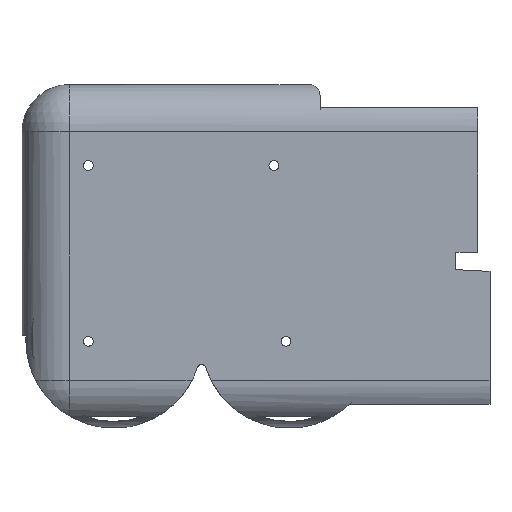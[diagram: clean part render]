
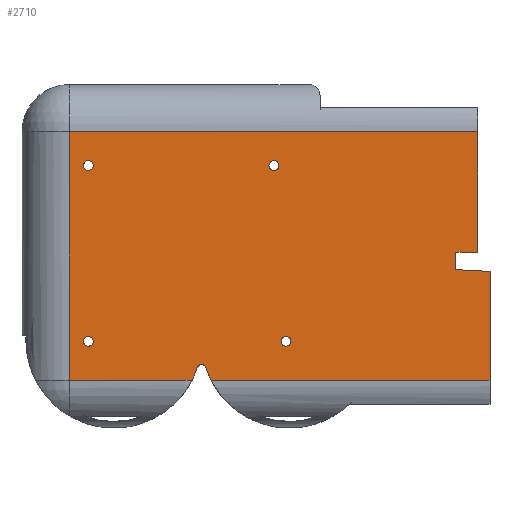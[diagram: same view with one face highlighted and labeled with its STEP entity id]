
A CAD part, front view. The second image highlights one B-rep face of the part: STEP entity #2710.
In plain terms, the highlighted planar face has unit normal (0, -1, 0).
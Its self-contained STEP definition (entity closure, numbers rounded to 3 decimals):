
#34=FACE_BOUND('',#597,.T.);
#35=FACE_BOUND('',#598,.T.);
#36=FACE_BOUND('',#599,.T.);
#37=FACE_BOUND('',#600,.T.);
#163=CIRCLE('',#2796,2.25);
#205=CIRCLE('',#2881,40.);
#216=CIRCLE('',#2899,2.25);
#222=CIRCLE('',#2917,40.);
#233=CIRCLE('',#2941,2.25);
#235=CIRCLE('',#2947,2.);
#236=CIRCLE('',#2954,2.25);
#424=FACE_OUTER_BOUND('',#596,.T.);
#596=EDGE_LOOP('',(#2181,#2182,#2183,#2184,#2185,#2186,#2187,#2188,#2189,
#2190,#2191,#2192));
#597=EDGE_LOOP('',(#2193));
#598=EDGE_LOOP('',(#2194));
#599=EDGE_LOOP('',(#2195));
#600=EDGE_LOOP('',(#2196));
#738=LINE('',#4233,#941);
#772=LINE('',#4719,#975);
#776=LINE('',#4796,#979);
#785=LINE('',#4931,#988);
#791=LINE('',#4950,#994);
#794=LINE('',#4991,#997);
#801=LINE('',#5004,#1004);
#802=LINE('',#5007,#1005);
#803=LINE('',#5008,#1006);
#941=VECTOR('',#3289,21.5);
#975=VECTOR('',#3413,10.);
#979=VECTOR('',#3423,10.);
#988=VECTOR('',#3472,21.5);
#994=VECTOR('',#3498,21.5);
#997=VECTOR('',#3505,10.);
#1004=VECTOR('',#3516,10.);
#1005=VECTOR('',#3519,21.5);
#1006=VECTOR('',#3520,10.);
#1092=VERTEX_POINT('',#3847);
#1109=VERTEX_POINT('',#3890);
#1175=VERTEX_POINT('',#4231);
#1196=VERTEX_POINT('',#4388);
#1197=VERTEX_POINT('',#4411);
#1213=VERTEX_POINT('',#4492);
#1227=VERTEX_POINT('',#4715);
#1229=VERTEX_POINT('',#4718);
#1231=VERTEX_POINT('',#4724);
#1232=VERTEX_POINT('',#4726);
#1236=VERTEX_POINT('',#4795);
#1252=VERTEX_POINT('',#4937);
#1256=VERTEX_POINT('',#4988);
#1261=VERTEX_POINT('',#5002);
#1262=VERTEX_POINT('',#5006);
#1263=VERTEX_POINT('',#5009);
#1357=EDGE_CURVE('',#1092,#1092,#163,.T.);
#1470=EDGE_CURVE('',#1175,#1109,#738,.T.);
#1497=EDGE_CURVE('',#1197,#1196,#205,.T.);
#1520=EDGE_CURVE('',#1213,#1213,#216,.T.);
#1546=EDGE_CURVE('',#1229,#1227,#772,.T.);
#1550=EDGE_CURVE('',#1232,#1231,#222,.T.);
#1555=EDGE_CURVE('',#1229,#1236,#776,.T.);
#1578=EDGE_CURVE('',#1236,#1196,#785,.T.);
#1583=EDGE_CURVE('',#1252,#1252,#233,.T.);
#1587=EDGE_CURVE('',#1197,#1231,#235,.T.);
#1588=EDGE_CURVE('',#1232,#1175,#791,.T.);
#1595=EDGE_CURVE('',#1256,#1227,#794,.T.);
#1602=EDGE_CURVE('',#1261,#1256,#801,.T.);
#1603=EDGE_CURVE('',#1109,#1262,#802,.T.);
#1604=EDGE_CURVE('',#1262,#1261,#803,.T.);
#1605=EDGE_CURVE('',#1263,#1263,#236,.T.);
#2181=ORIENTED_EDGE('',*,*,#1603,.F.);
#2182=ORIENTED_EDGE('',*,*,#1470,.F.);
#2183=ORIENTED_EDGE('',*,*,#1588,.F.);
#2184=ORIENTED_EDGE('',*,*,#1550,.T.);
#2185=ORIENTED_EDGE('',*,*,#1587,.F.);
#2186=ORIENTED_EDGE('',*,*,#1497,.T.);
#2187=ORIENTED_EDGE('',*,*,#1578,.F.);
#2188=ORIENTED_EDGE('',*,*,#1555,.F.);
#2189=ORIENTED_EDGE('',*,*,#1546,.T.);
#2190=ORIENTED_EDGE('',*,*,#1595,.F.);
#2191=ORIENTED_EDGE('',*,*,#1602,.F.);
#2192=ORIENTED_EDGE('',*,*,#1604,.F.);
#2193=ORIENTED_EDGE('',*,*,#1357,.T.);
#2194=ORIENTED_EDGE('',*,*,#1520,.T.);
#2195=ORIENTED_EDGE('',*,*,#1583,.T.);
#2196=ORIENTED_EDGE('',*,*,#1605,.T.);
#2596=PLANE('',#2953);
#2710=ADVANCED_FACE('',(#424,#34,#35,#36,#37),#2596,.T.);
#2796=AXIS2_PLACEMENT_3D('',#3849,#3087,#3088);
#2881=AXIS2_PLACEMENT_3D('',#4412,#3323,#3324);
#2899=AXIS2_PLACEMENT_3D('',#4494,#3370,#3371);
#2917=AXIS2_PLACEMENT_3D('',#4727,#3419,#3420);
#2941=AXIS2_PLACEMENT_3D('',#4939,#3480,#3481);
#2947=AXIS2_PLACEMENT_3D('',#4948,#3494,#3495);
#2953=AXIS2_PLACEMENT_3D('',#5005,#3517,#3518);
#2954=AXIS2_PLACEMENT_3D('',#5010,#3521,#3522);
#3087=DIRECTION('center_axis',(0.,1.,0.));
#3088=DIRECTION('ref_axis',(0.,0.,1.));
#3289=DIRECTION('',(0.,0.,1.));
#3323=DIRECTION('center_axis',(0.,-1.,0.));
#3324=DIRECTION('ref_axis',(1.,0.,0.));
#3370=DIRECTION('center_axis',(0.,1.,0.));
#3371=DIRECTION('ref_axis',(0.,0.,1.));
#3413=DIRECTION('',(-0.999,0.,0.052));
#3419=DIRECTION('center_axis',(0.,-1.,0.));
#3420=DIRECTION('ref_axis',(1.,0.,0.));
#3423=DIRECTION('',(0.,0.,-1.));
#3472=DIRECTION('',(-1.,0.,0.));
#3480=DIRECTION('center_axis',(0.,1.,0.));
#3481=DIRECTION('ref_axis',(0.,0.,1.));
#3494=DIRECTION('center_axis',(0.,-1.,0.));
#3495=DIRECTION('ref_axis',(0.,0.,1.));
#3498=DIRECTION('',(-1.,0.,0.));
#3505=DIRECTION('',(0.,0.,-1.));
#3516=DIRECTION('',(-1.,0.,0.));
#3517=DIRECTION('center_axis',(0.,-1.,0.));
#3518=DIRECTION('ref_axis',(1.,0.,0.));
#3519=DIRECTION('',(1.,0.,0.));
#3520=DIRECTION('',(0.,0.,-1.));
#3521=DIRECTION('center_axis',(0.,1.,0.));
#3522=DIRECTION('ref_axis',(0.,0.,
1.));
#3847=CARTESIAN_POINT('',(-252.21,-63.664,-57.649));
#3849=CARTESIAN_POINT('Origin',(-252.21,-63.664,-55.399));
#3890=CARTESIAN_POINT('',(-260.9,-63.664,-40.049));
#4231=CARTESIAN_POINT('',(-260.9,-63.664,-153.075));
#4233=CARTESIAN_POINT('',(-260.9,-63.664,-18.562));
#4388=CARTESIAN_POINT('',(-196.343,-63.664,-153.075));
#4411=CARTESIAN_POINT('',(-198.769,-63.664,-147.232));
#4412=CARTESIAN_POINT('Origin',(-160.731,-63.664,-134.858));
#4492=CARTESIAN_POINT('',(-252.21,-63.664,-137.649));
#4494=CARTESIAN_POINT('Origin',(-252.21,-63.664,-135.399));
#4715=CARTESIAN_POINT('',(-84.927,-63.664,-102.743));
#4718=CARTESIAN_POINT('',(-69.387,-63.664,-103.56));
#4719=CARTESIAN_POINT('',(-188.761,-63.664,-97.286));
#4724=CARTESIAN_POINT('',(-202.573,-63.664,-147.232));
#4726=CARTESIAN_POINT('',(-205.,-63.664,-153.075));
#4727=CARTESIAN_POINT('Origin',(-240.611,-63.664,-134.858));
#4795=CARTESIAN_POINT('',(-69.387,-63.664,-153.075));
#4796=CARTESIAN_POINT('',(-69.387,-63.664,-135.562));
#4931=CARTESIAN_POINT('',(-284.387,-63.664,-153.075));
#4937=CARTESIAN_POINT('',(-162.21,-63.664,-137.649));
#4939=CARTESIAN_POINT('Origin',(-162.21,-63.664,-135.399));
#4948=CARTESIAN_POINT('Origin',(-200.671,-63.664,-147.85));
#4950=CARTESIAN_POINT('',(-284.387,-63.664,-153.075));
#4988=CARTESIAN_POINT('',(-84.927,-63.664,-94.89));
#4991=CARTESIAN_POINT('',(-84.927,-63.664,-135.562));
#5002=CARTESIAN_POINT('',(-74.927,-63.664,-94.89));
#5004=CARTESIAN_POINT('',(-186.496,-63.664,-94.89));
#5005=CARTESIAN_POINT('Origin',(-207.099,-63.664,-96.562));
#5006=CARTESIAN_POINT('',(-74.927,-63.664,-40.049));
#5007=CARTESIAN_POINT('',(-156.716,-63.664,-40.049));
#5008=CARTESIAN_POINT('',(-74.927,-63.664,-135.562));
#5009=CARTESIAN_POINT('',(-167.75,-63.664,-57.649));
#5010=CARTESIAN_POINT('Origin',(-167.75,-63.664,-55.399));
